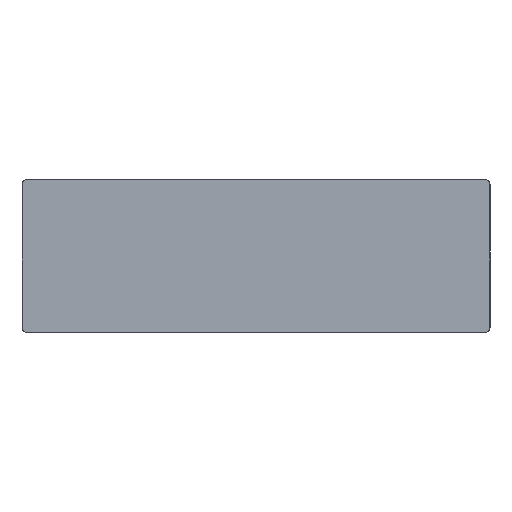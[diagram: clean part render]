
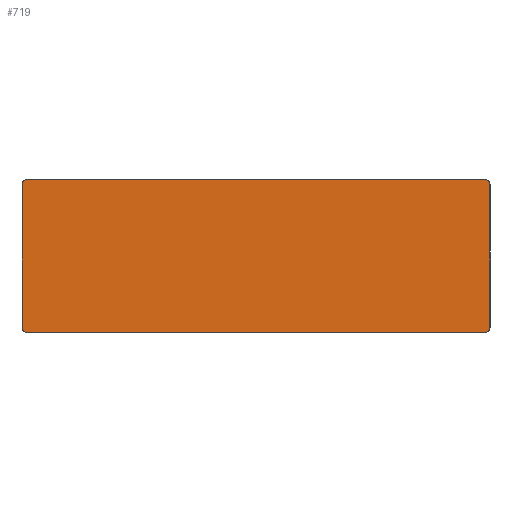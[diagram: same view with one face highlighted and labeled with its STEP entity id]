
A CAD part, top view. The second image highlights one B-rep face of the part: STEP entity #719.
In plain terms, the highlighted planar face has unit normal (0, 0, 1).
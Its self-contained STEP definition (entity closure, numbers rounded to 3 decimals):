
#4 = VECTOR ( 'NONE', #339, 1000. ) ;
#91 = CARTESIAN_POINT ( 'NONE',  ( -148.45, -45.275, 15. ) ) ;
#103 = VERTEX_POINT ( 'NONE', #2226 ) ;
#231 = DIRECTION ( 'NONE',  ( 0., 0., 1. ) ) ;
#236 = CIRCLE ( 'NONE', #1457, 3.175 ) ;
#267 = EDGE_CURVE ( 'NONE', #477, #103, #1364, .T. ) ;
#289 = CARTESIAN_POINT ( 'NONE',  ( -145.275, -48.45, 15. ) ) ;
#319 = DIRECTION ( 'NONE',  ( 1., 0., 0. ) ) ;
#339 = DIRECTION ( 'NONE',  ( 1., 0., 0. ) ) ;
#350 = FACE_OUTER_BOUND ( 'NONE', #619, .T. ) ;
#446 = LINE ( 'NONE', #1911, #846 ) ;
#477 = VERTEX_POINT ( 'NONE', #289 ) ;
#491 = VERTEX_POINT ( 'NONE', #631 ) ;
#514 = CIRCLE ( 'NONE', #1631, 3.175 ) ;
#554 = DIRECTION ( 'NONE',  ( 0., 0., 1. ) ) ;
#619 = EDGE_LOOP ( 'NONE', ( #1650, #1216, #1155, #841, #1102, #1120, #1900, #2086 ) ) ;
#623 = EDGE_CURVE ( 'NONE', #786, #1850, #514, .T. ) ;
#631 = CARTESIAN_POINT ( 'NONE',  ( -145.275, 48.45, 15. ) ) ;
#667 = DIRECTION ( 'NONE',  ( -1., 0., 0. ) ) ;
#690 = EDGE_CURVE ( 'NONE', #1850, #491, #1297, .T. ) ;
#719 = ADVANCED_FACE ( 'NONE', ( #350 ), #1814, .T. ) ;
#766 = EDGE_CURVE ( 'NONE', #491, #1890, #236, .T. ) ;
#786 = VERTEX_POINT ( 'NONE', #1767 ) ;
#804 = VECTOR ( 'NONE', #667, 1000. ) ;
#823 = CIRCLE ( 'NONE', #2018, 3.175 ) ;
#837 = AXIS2_PLACEMENT_3D ( 'NONE', #1936, #554, #2002 ) ;
#841 = ORIENTED_EDGE ( 'NONE', *, *, #690, .T. ) ;
#846 = VECTOR ( 'NONE', #991, 1000. ) ;
#847 = CARTESIAN_POINT ( 'NONE',  ( -145.275, -45.275, 15. ) ) ;
#991 = DIRECTION ( 'NONE',  ( 0., -1., 0. ) ) ;
#1022 = DIRECTION ( 'NONE',  ( 1., 0., 0. ) ) ;
#1047 = CARTESIAN_POINT ( 'NONE',  ( 145.275, -45.275, 15. ) ) ;
#1065 = CIRCLE ( 'NONE', #1523, 3.175 ) ;
#1085 = CARTESIAN_POINT ( 'NONE',  ( 148.45, -45.275, 15. ) ) ;
#1102 = ORIENTED_EDGE ( 'NONE', *, *, #766, .T. ) ;
#1120 = ORIENTED_EDGE ( 'NONE', *, *, #1690, .T. ) ;
#1155 = ORIENTED_EDGE ( 'NONE', *, *, #623, .T. ) ;
#1199 = VECTOR ( 'NONE', #1222, 1000. ) ;
#1216 = ORIENTED_EDGE ( 'NONE', *, *, #1528, .T. ) ;
#1222 = DIRECTION ( 'NONE',  ( 0., 1., 0. ) ) ;
#1242 = DIRECTION ( 'NONE',  ( 1., 0., 0. ) ) ;
#1297 = LINE ( 'NONE', #1393, #804 ) ;
#1300 = DIRECTION ( 'NONE',  ( 1., 0., 0. ) ) ;
#1318 = LINE ( 'NONE', #1594, #1199 ) ;
#1329 = CARTESIAN_POINT ( 'NONE',  ( -148.45, 45.275, 15. ) ) ;
#1364 = LINE ( 'NONE', #1779, #4 ) ;
#1383 = DIRECTION ( 'NONE',  ( 0., 0., 1. ) ) ;
#1393 = CARTESIAN_POINT ( 'NONE',  ( 145.275, 48.45, 15. ) ) ;
#1457 = AXIS2_PLACEMENT_3D ( 'NONE', #2089, #1383, #319 ) ;
#1485 = CARTESIAN_POINT ( 'NONE',  ( 145.275, 45.275, 15. ) ) ;
#1494 = CARTESIAN_POINT ( 'NONE',  ( 145.275, 48.45, 15. ) ) ;
#1495 = VERTEX_POINT ( 'NONE', #91 ) ;
#1515 = EDGE_CURVE ( 'NONE', #1495, #477, #823, .T. ) ;
#1523 = AXIS2_PLACEMENT_3D ( 'NONE', #1047, #2321, #1242 ) ;
#1528 = EDGE_CURVE ( 'NONE', #1784, #786, #1318, .T. ) ;
#1594 = CARTESIAN_POINT ( 'NONE',  ( 148.45, -45.275, 15. ) ) ;
#1631 = AXIS2_PLACEMENT_3D ( 'NONE', #1485, #231, #1300 ) ;
#1650 = ORIENTED_EDGE ( 'NONE', *, *, #2228, .T. ) ;
#1690 = EDGE_CURVE ( 'NONE', #1890, #1495, #446, .T. ) ;
#1767 = CARTESIAN_POINT ( 'NONE',  ( 148.45, 45.275, 15. ) ) ;
#1779 = CARTESIAN_POINT ( 'NONE',  ( -145.275, -48.45, 15. ) ) ;
#1784 = VERTEX_POINT ( 'NONE', #1085 ) ;
#1814 = PLANE ( 'NONE',  #837 ) ;
#1850 = VERTEX_POINT ( 'NONE', #1494 ) ;
#1890 = VERTEX_POINT ( 'NONE', #1329 ) ;
#1900 = ORIENTED_EDGE ( 'NONE', *, *, #1515, .T. ) ;
#1911 = CARTESIAN_POINT ( 'NONE',  ( -148.45, 45.275, 15. ) ) ;
#1936 = CARTESIAN_POINT ( 'NONE',  ( 145.275, -45.275, 15. ) ) ;
#2002 = DIRECTION ( 'NONE',  ( 1., 0., 0. ) ) ;
#2018 = AXIS2_PLACEMENT_3D ( 'NONE', #847, #2131, #1022 ) ;
#2086 = ORIENTED_EDGE ( 'NONE', *, *, #267, .T. ) ;
#2089 = CARTESIAN_POINT ( 'NONE',  ( -145.275, 45.275, 15. ) ) ;
#2131 = DIRECTION ( 'NONE',  ( 0., 0., 1. ) ) ;
#2226 = CARTESIAN_POINT ( 'NONE',  ( 145.275, -48.45, 15. ) ) ;
#2228 = EDGE_CURVE ( 'NONE', #103, #1784, #1065, .T. ) ;
#2321 = DIRECTION ( 'NONE',  ( 0., 0., 1. ) ) ;
